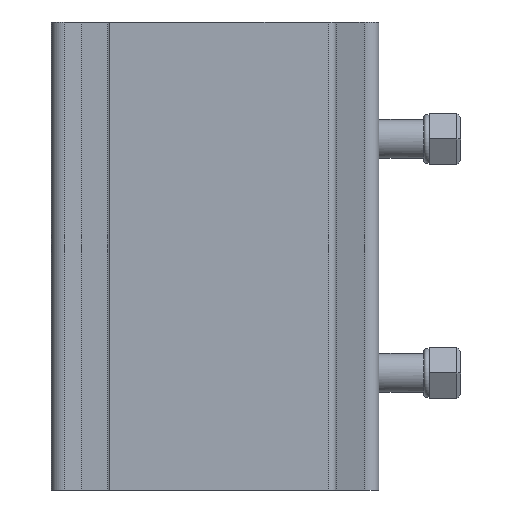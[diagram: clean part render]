
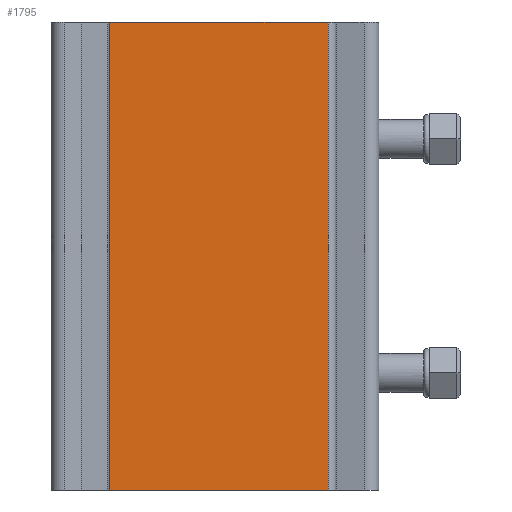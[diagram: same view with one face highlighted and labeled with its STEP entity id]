
A CAD part, front view. The second image highlights one B-rep face of the part: STEP entity #1795.
In plain terms, the highlighted planar face has unit normal (0, -1, 0).
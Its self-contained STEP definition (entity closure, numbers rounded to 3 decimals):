
#81=PLANE('',#1984);
#170=FACE_OUTER_BOUND('',#274,.T.);
#274=EDGE_LOOP('',(#1442,#1443,#1444,#1445));
#425=LINE('',#2957,#587);
#426=LINE('',#2961,#588);
#427=LINE('',#2963,#589);
#428=LINE('',#2964,#590);
#587=VECTOR('',#2445,120.);
#588=VECTOR('',#2450,56.);
#589=VECTOR('',#2451,120.);
#590=VECTOR('',#2452,56.);
#834=VERTEX_POINT('',#2954);
#835=VERTEX_POINT('',#2956);
#836=VERTEX_POINT('',#2960);
#837=VERTEX_POINT('',#2962);
#1058=EDGE_CURVE('',#835,#834,#425,.T.);
#1060=EDGE_CURVE('',#834,#836,#426,.T.);
#1061=EDGE_CURVE('',#837,#836,#427,.T.);
#1062=EDGE_CURVE('',#835,#837,#428,.T.);
#1442=ORIENTED_EDGE('',*,*,#1060,.T.);
#1443=ORIENTED_EDGE('',*,*,#1061,.F.);
#1444=ORIENTED_EDGE('',*,*,#1062,.F.);
#1445=ORIENTED_EDGE('',*,*,#1058,.T.);
#1795=ADVANCED_FACE('',(#170),#81,.T.);
#1984=AXIS2_PLACEMENT_3D('',#2959,#2448,#2449);
#2445=DIRECTION('',(0.,0.,1.));
#2448=DIRECTION('center_axis',(0.,-1.,0.));
#2449=DIRECTION('ref_axis',(0.,0.,-1.));
#2450=DIRECTION('',(-1.,0.,0.));
#2451=DIRECTION('',(0.,0.,1.));
#2452=DIRECTION('',(-1.,0.,0.));
#2954=CARTESIAN_POINT('',(285.196,162.225,120.));
#2956=CARTESIAN_POINT('',(285.196,162.225,0.));
#2957=CARTESIAN_POINT('',(285.196,162.225,0.));
#2959=CARTESIAN_POINT('Origin',(285.196,162.225,0.));
#2960=CARTESIAN_POINT('',(229.196,162.225,120.));
#2961=CARTESIAN_POINT('',(285.196,162.225,120.));
#2962=CARTESIAN_POINT('',(229.196,162.225,0.));
#2963=CARTESIAN_POINT('',(229.196,162.225,0.));
#2964=CARTESIAN_POINT('',(285.196,162.225,0.));
